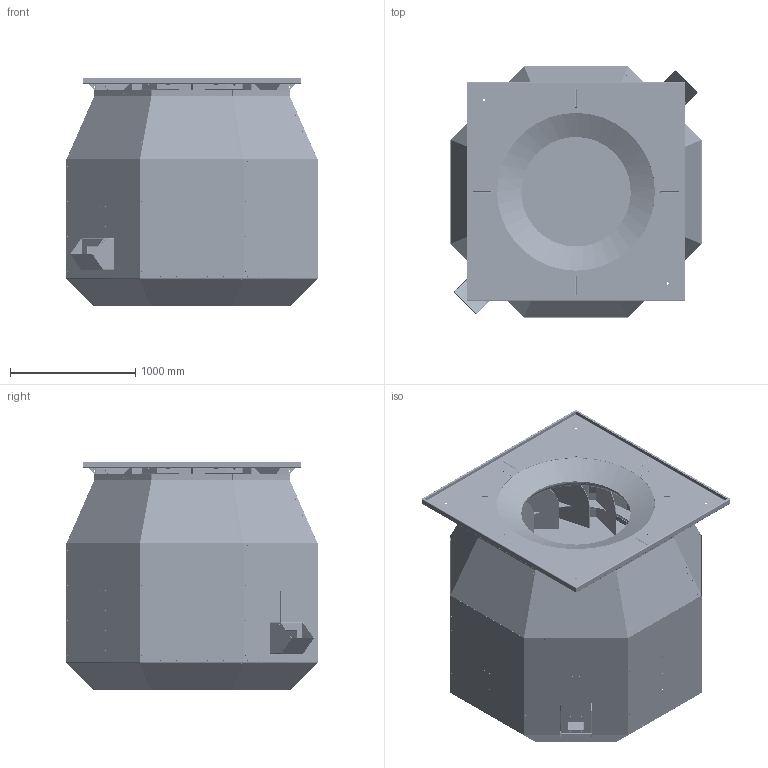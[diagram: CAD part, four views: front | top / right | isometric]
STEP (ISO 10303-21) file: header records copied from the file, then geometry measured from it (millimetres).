
FILE_DESCRIPTION(('STEP AP203'), '1');
FILE_NAME('薹陔 12,5鼯', '', ('UNSPECIFIED'), ('UNSPECIFIED'), 'ASCON STEP Converter 1.3', 'ASCON Math Kernel', '');
FILE_SCHEMA(('CONFIG_CONTROL_DESIGN'));
Length unit declared in the file: millimetre
Bounding box: 2007.26 x 2007.26 x 1827.64 mm (x, y, z)
Volume: 79470904.6 mm3; surface area: 76230463.1 mm2
Topology: 9 solids, 9 shells, 8153 faces, 22933 edges, 14295 vertices
Faces by surface type: plane 5462, cylinder 2638, bspline 32, extrusion 14, cone 5, torus 2
Full cylindrical faces by diameter (mm): 5 x1206, 9.3 x120, 12 x8, 12.3 x8, 12.5 x8, 13 x28, 13.3 x20, 16 x16, 17 x16, 18 x4, 19 x24, 23 x16, 28 x12, 30 x16, 220 x1, 352 x2, 452 x1, 874 x1, 878 x1, 1063 x1, 1240 x1, 1260 x1, 1342 x1
Entity records: 326660 total; most frequent: CARTESIAN_POINT 48661, DIRECTION 42826, ORIENTED_EDGE 42824, EDGE_CURVE 21412, VECTOR 14746, LINE 14732, VERTEX_POINT 14301, AXIS2_PLACEMENT_3D 14040
